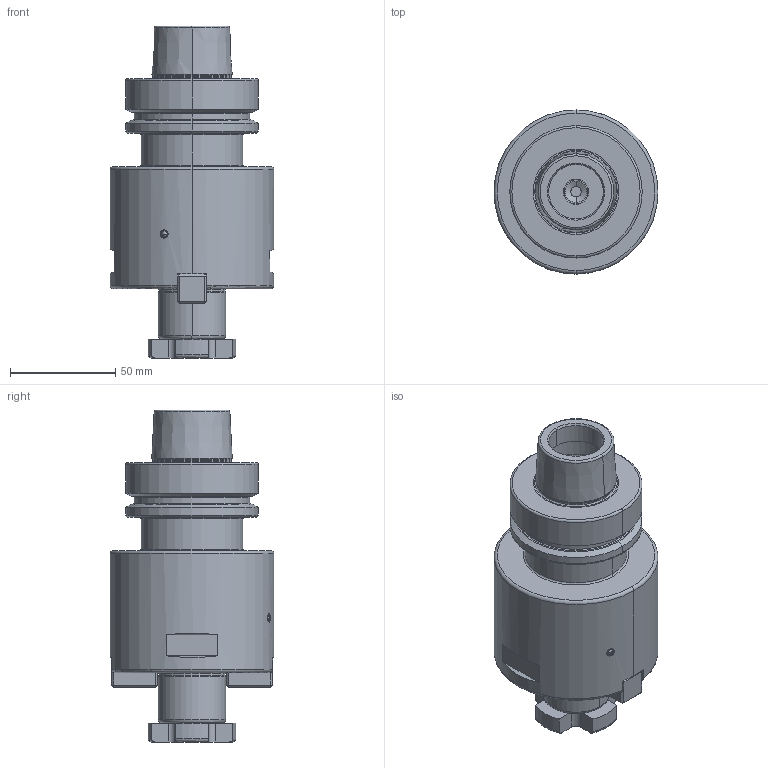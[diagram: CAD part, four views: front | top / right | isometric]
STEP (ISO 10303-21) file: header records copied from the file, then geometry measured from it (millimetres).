
FILE_DESCRIPTION((''),'2;1');
FILE_NAME('F63_11_32_1','2020-08-28T',('103090'),(''),'CREO PARAMETRIC BY PTC INC, 2016260','CREO PARAMETRIC BY PTC INC, 2016260','');
FILE_SCHEMA(('CONFIG_CONTROL_DESIGN'));
Length unit declared in the file: millimetre
Products named in the file (1): F63_11_32_1
Bounding box: 78 x 78 x 158 mm (x, y, z)
Volume: 407191.9 mm3; surface area: 53743 mm2
Topology: 3 solids, 12 shells, 375 faces, 842 edges, 478 vertices
Faces by surface type: plane 125, cone 106, cylinder 92, torus 48, sphere 4
Entity records: 10738 total; most frequent: CARTESIAN_POINT 2324, DIRECTION 1882, ORIENTED_EDGE 1644, EDGE_CURVE 822, AXIS2_PLACEMENT_3D 746, VERTEX_POINT 478, EDGE_LOOP 406, VECTOR 390
